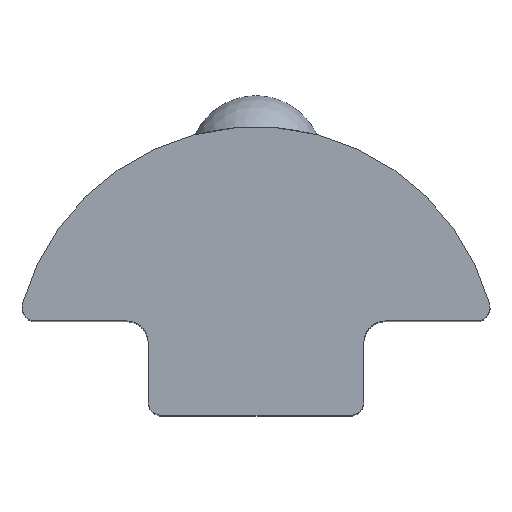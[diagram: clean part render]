
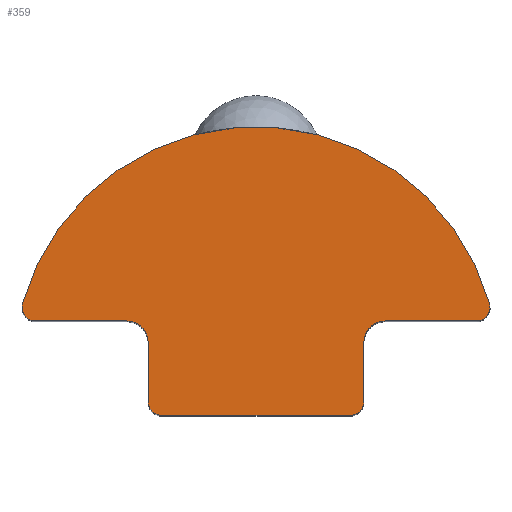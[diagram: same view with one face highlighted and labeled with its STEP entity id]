
A CAD part, top view. The second image highlights one B-rep face of the part: STEP entity #359.
In plain terms, the highlighted planar face has unit normal (0, 0, 1).
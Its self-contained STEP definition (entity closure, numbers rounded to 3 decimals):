
#43=PLANE('',#400);
#48=LINE('',#621,#70);
#53=LINE('',#635,#75);
#57=LINE('',#647,#79);
#61=LINE('',#659,#83);
#65=LINE('',#671,#87);
#70=VECTOR('',#435,3.383);
#75=VECTOR('',#448,2.2);
#79=VECTOR('',#460,7.);
#83=VECTOR('',#472,2.2);
#87=VECTOR('',#484,3.383);
#97=CIRCLE('',#372,9.);
#100=CIRCLE('',#378,0.8);
#102=CIRCLE('',#382,0.5);
#104=CIRCLE('',#386,0.5);
#106=CIRCLE('',#390,0.8);
#108=CIRCLE('',#394,0.5);
#110=CIRCLE('',#397,0.5);
#131=FACE_OUTER_BOUND('',#157,.T.);
#157=EDGE_LOOP('',(#314,#315,#316,#317,#318,#319,#320,#321,#322,#323,#324,
#325));
#169=VERTEX_POINT('',#572);
#170=VERTEX_POINT('',#573);
#175=VERTEX_POINT('',#619);
#176=VERTEX_POINT('',#620);
#179=VERTEX_POINT('',#628);
#181=VERTEX_POINT('',#634);
#183=VERTEX_POINT('',#640);
#185=VERTEX_POINT('',#646);
#187=VERTEX_POINT('',#652);
#189=VERTEX_POINT('',#658);
#191=VERTEX_POINT('',#664);
#193=VERTEX_POINT('',#670);
#202=EDGE_CURVE('',#169,#170,#97,.T.);
#208=EDGE_CURVE('',#175,#176,#48,.T.);
#212=EDGE_CURVE('',#176,#179,#100,.T.);
#215=EDGE_CURVE('',#179,#181,#53,.T.);
#218=EDGE_CURVE('',#181,#183,#102,.T.);
#221=EDGE_CURVE('',#183,#185,#57,.T.);
#224=EDGE_CURVE('',#185,#187,#104,.T.);
#227=EDGE_CURVE('',#187,#189,#61,.T.);
#230=EDGE_CURVE('',#189,#191,#106,.T.);
#233=EDGE_CURVE('',#191,#193,#65,.T.);
#236=EDGE_CURVE('',#193,#169,#108,.T.);
#238=EDGE_CURVE('',#170,#175,#110,.T.);
#314=ORIENTED_EDGE('',*,*,#208,.F.);
#315=ORIENTED_EDGE('',*,*,#238,.F.);
#316=ORIENTED_EDGE('',*,*,#202,.F.);
#317=ORIENTED_EDGE('',*,*,#236,.F.);
#318=ORIENTED_EDGE('',*,*,#233,.F.);
#319=ORIENTED_EDGE('',*,*,#230,.F.);
#320=ORIENTED_EDGE('',*,*,#227,.F.);
#321=ORIENTED_EDGE('',*,*,#224,.F.);
#322=ORIENTED_EDGE('',*,*,#221,.F.);
#323=ORIENTED_EDGE('',*,*,#218,.F.);
#324=ORIENTED_EDGE('',*,*,#215,.F.);
#325=ORIENTED_EDGE('',*,*,#212,.F.);
#359=ADVANCED_FACE('',(#131),#43,.T.);
#372=AXIS2_PLACEMENT_3D('',#574,#423,#424);
#378=AXIS2_PLACEMENT_3D('',#629,#441,#442);
#382=AXIS2_PLACEMENT_3D('',#641,#453,#454);
#386=AXIS2_PLACEMENT_3D('',#653,#465,#466);
#390=AXIS2_PLACEMENT_3D('',#665,#477,#478);
#394=AXIS2_PLACEMENT_3D('',#676,#489,#490);
#397=AXIS2_PLACEMENT_3D('',#679,#495,#496);
#400=AXIS2_PLACEMENT_3D('',#682,#501,#502);
#423=DIRECTION('center_axis',(0.,0.,-1.));
#424=DIRECTION('ref_axis',(0.963,0.271,0.));
#435=DIRECTION('',(-1.,0.,0.));
#441=DIRECTION('center_axis',(0.,0.,1.));
#442=DIRECTION('ref_axis',(0.,-1.,0.));
#448=DIRECTION('',(0.,-1.,0.));
#453=DIRECTION('center_axis',(0.,0.,-1.));
#454=DIRECTION('ref_axis',(0.,-1.,0.));
#460=DIRECTION('',(-1.,0.,0.));
#465=DIRECTION('center_axis',(0.,0.,-1.));
#466=DIRECTION('ref_axis',(-1.,0.,0.));
#472=DIRECTION('',(0.,1.,0.));
#477=DIRECTION('center_axis',(0.,0.,1.));
#478=DIRECTION('ref_axis',(-1.,0.,0.));
#484=DIRECTION('',(-1.,0.,0.));
#489=DIRECTION('center_axis',(0.,0.,-1.));
#490=DIRECTION('ref_axis',(-0.963,0.271,0.));
#495=DIRECTION('center_axis',(0.,0.,-1.));
#496=DIRECTION('ref_axis',(0.,-1.,0.));
#501=DIRECTION('center_axis',(0.,0.,1.));
#502=DIRECTION('ref_axis',(1.,0.,0.));
#572=CARTESIAN_POINT('',(-8.664,-1.215,10.));
#573=CARTESIAN_POINT('',(8.664,-1.215,10.));
#574=CARTESIAN_POINT('Origin',(0.,-3.65,10.));
#619=CARTESIAN_POINT('',(8.183,-1.85,10.));
#620=CARTESIAN_POINT('',(4.8,-1.85,10.));
#621=CARTESIAN_POINT('',(4.8,-1.85,10.));
#628=CARTESIAN_POINT('',(4.,-2.65,10.));
#629=CARTESIAN_POINT('Origin',(4.8,-2.65,10.));
#634=CARTESIAN_POINT('',(4.,-4.85,10.));
#635=CARTESIAN_POINT('',(4.,-4.85,10.));
#640=CARTESIAN_POINT('',(3.5,-5.35,10.));
#641=CARTESIAN_POINT('Origin',(3.5,-4.85,10.));
#646=CARTESIAN_POINT('',(-3.5,-5.35,10.));
#647=CARTESIAN_POINT('',(-3.5,-5.35,10.));
#652=CARTESIAN_POINT('',(-4.,-4.85,10.));
#653=CARTESIAN_POINT('Origin',(-3.5,-4.85,10.));
#658=CARTESIAN_POINT('',(-4.,-2.65,10.));
#659=CARTESIAN_POINT('',(-4.,-2.65,10.));
#664=CARTESIAN_POINT('',(-4.8,-1.85,10.));
#665=CARTESIAN_POINT('Origin',(-4.8,-2.65,10.));
#670=CARTESIAN_POINT('',(-8.183,-1.85,10.));
#671=CARTESIAN_POINT('',(-8.183,-1.85,10.));
#676=CARTESIAN_POINT('Origin',(-8.183,-1.35,10.));
#679=CARTESIAN_POINT('Origin',(8.183,-1.35,10.));
#682=CARTESIAN_POINT('Origin',(0.,-0.464,
10.));
